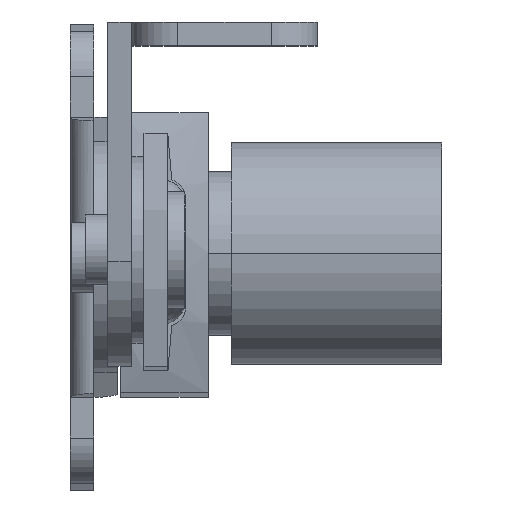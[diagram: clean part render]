
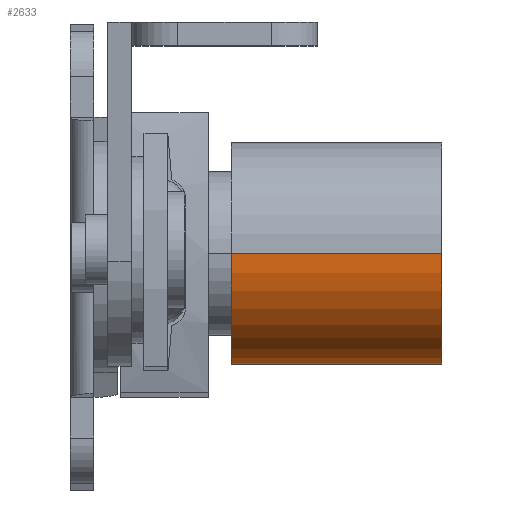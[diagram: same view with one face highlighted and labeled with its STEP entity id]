
A CAD part, top view. The second image highlights one B-rep face of the part: STEP entity #2633.
In plain terms, the highlighted cylindrical face has radius 9.5 mm (diameter 19 mm), a partial arc.
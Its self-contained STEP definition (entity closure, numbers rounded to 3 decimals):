
#189 = ORIENTED_EDGE ( 'NONE', *, *, #2908, .T. ) ;
#306 = CARTESIAN_POINT ( 'NONE',  ( 9.5, 0., -9. ) ) ;
#473 = DIRECTION ( 'NONE',  ( 1., 0., 0. ) ) ;
#852 = EDGE_CURVE ( 'NONE', #1611, #2288, #2878, .T. ) ;
#1019 = DIRECTION ( 'NONE',  ( 0., 0., 1. ) ) ;
#1140 = EDGE_LOOP ( 'NONE', ( #1620, #5006, #189, #2153 ) ) ;
#1389 = DIRECTION ( 'NONE',  ( -1., 0., 0. ) ) ;
#1611 = VERTEX_POINT ( 'NONE', #4404 ) ;
#1620 = ORIENTED_EDGE ( 'NONE', *, *, #852, .F. ) ;
#1862 = VECTOR ( 'NONE', #2492, 1000. ) ;
#1937 = DIRECTION ( 'NONE',  ( 0., 0., -1. ) ) ;
#2120 = CARTESIAN_POINT ( 'NONE',  ( 0., 0., -9. ) ) ;
#2146 = DIRECTION ( 'NONE',  ( 0., 0., -1. ) ) ;
#2153 = ORIENTED_EDGE ( 'NONE', *, *, #3475, .F. ) ;
#2288 = VERTEX_POINT ( 'NONE', #2803 ) ;
#2476 = CARTESIAN_POINT ( 'NONE',  ( 0., 0., 9. ) ) ;
#2492 = DIRECTION ( 'NONE',  ( 0., 0., -1. ) ) ;
#2633 = ADVANCED_FACE ( 'NONE', ( #4164 ), #2777, .T. ) ;
#2685 = CARTESIAN_POINT ( 'NONE',  ( -9.5, 0., 9. ) ) ;
#2777 = CYLINDRICAL_SURFACE ( 'NONE', #3519, 9.5 ) ;
#2803 = CARTESIAN_POINT ( 'NONE',  ( -9.5, 0., 9. ) ) ;
#2878 = CIRCLE ( 'NONE', #4569, 9.5 ) ;
#2908 = EDGE_CURVE ( 'NONE', #5045, #4719, #3836, .T. ) ;
#3049 = CARTESIAN_POINT ( 'NONE',  ( 9.5, 0., 9. ) ) ;
#3160 = AXIS2_PLACEMENT_3D ( 'NONE', #2120, #1019, #473 ) ;
#3475 = EDGE_CURVE ( 'NONE', #2288, #4719, #3801, .T. ) ;
#3519 = AXIS2_PLACEMENT_3D ( 'NONE', #2476, #1937, #1389 ) ;
#3613 = LINE ( 'NONE', #3049, #1862 ) ;
#3671 = CARTESIAN_POINT ( 'NONE',  ( -9.5, 0., -9. ) ) ;
#3796 = DIRECTION ( 'NONE',  ( 1., 0., 0. ) ) ;
#3801 = LINE ( 'NONE', #2685, #3978 ) ;
#3836 = CIRCLE ( 'NONE', #3160, 9.5 ) ;
#3978 = VECTOR ( 'NONE', #2146, 1000. ) ;
#4164 = FACE_OUTER_BOUND ( 'NONE', #1140, .T. ) ;
#4345 = DIRECTION ( 'NONE',  ( 0., 0., 1. ) ) ;
#4404 = CARTESIAN_POINT ( 'NONE',  ( 9.5, 0., 9. ) ) ;
#4523 = EDGE_CURVE ( 'NONE', #1611, #5045, #3613, .T. ) ;
#4569 = AXIS2_PLACEMENT_3D ( 'NONE', #4909, #4345, #3796 ) ;
#4719 = VERTEX_POINT ( 'NONE', #3671 ) ;
#4909 = CARTESIAN_POINT ( 'NONE',  ( 0., 0., 9. ) ) ;
#5006 = ORIENTED_EDGE ( 'NONE', *, *, #4523, .T. ) ;
#5045 = VERTEX_POINT ( 'NONE', #306 ) ;
